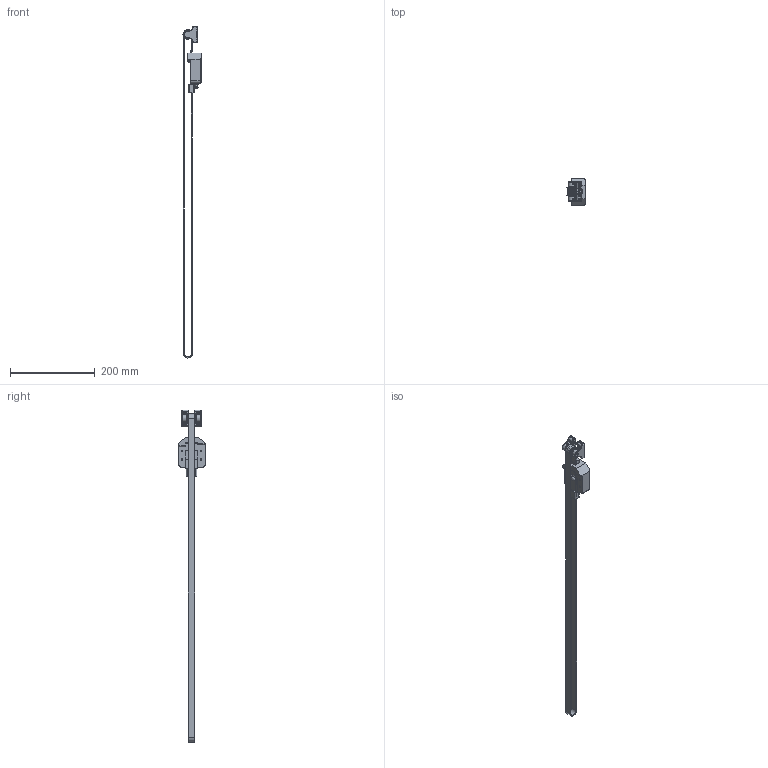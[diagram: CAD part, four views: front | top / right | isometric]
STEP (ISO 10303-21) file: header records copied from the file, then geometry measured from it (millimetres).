
FILE_DESCRIPTION(/* description */ ('CAx-IF Rec.Pracs.---Representation and Presentation of Product Manufacturing Information (PMI)---4.0---2014-10-13','CAx-IF Rec.Pracs.---3D Tessellated Geometry---0.4---2014-09-14','2;1'),/* implementation_level */ '2;1');
FILE_NAME(/* name */ 'Belted_Z-Belt_Tensioner_',/* time_stamp */ '2025-02-13T16:41:53+09:00',/* author */ (''),/* organization */ (''),/* preprocessor_version */ 'ST-DEVELOPER v19.3',/* originating_system */ 'SIEMENS PLM Software NX2212.3001',/* authorisation */ $);
FILE_SCHEMA (('AP242_MANAGED_MODEL_BASED_3D_ENGINEERING_MIM_LF { 1 0 10303 442 3 1 4 }'));
Length unit declared in the file: millimetre
Products named in the file (1): Belted_Z-Belt_Tensioner_
Bounding box: 42.85 x 62.44 x 784.76 mm (x, y, z)
Volume: 179979.8 mm3; surface area: 96222.8 mm2
Topology: 8 solids, 8 shells, 837 faces, 2100 edges, 1273 vertices
Faces by surface type: cylinder 334, plane 256, cone 109, torus 100, bspline 32, sphere 6
Full cylindrical faces by diameter (mm): 3.6 x4, 5.3 x2, 6 x4, 7.8 x1
Entity records: 26404 total; most frequent: CARTESIAN_POINT 6027, DIRECTION 4521, ORIENTED_EDGE 4120, EDGE_CURVE 2060, AXIS2_PLACEMENT_3D 1753, VERTEX_POINT 1267, LINE 1015, VECTOR 1015
